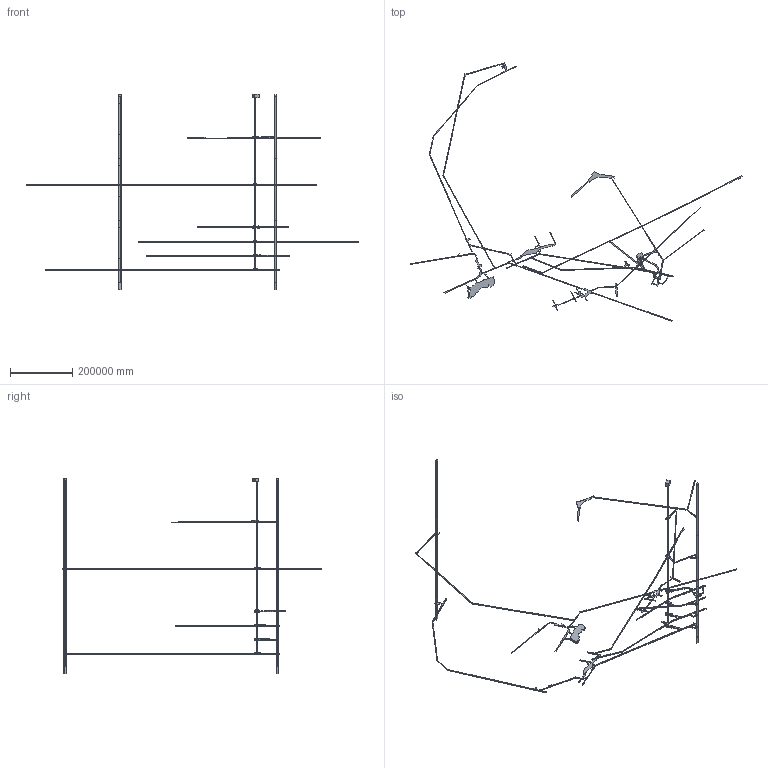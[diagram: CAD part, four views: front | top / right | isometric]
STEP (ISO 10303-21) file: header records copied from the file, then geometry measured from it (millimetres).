
FILE_DESCRIPTION(('OneSpaceDesigner STEP Export'),'2;1');
FILE_NAME('Surface-to-1700L-NearRoss-FullAssy-22Dec09.stp','2010-01-21T15:29:17',(''),(''),'OneSpace Designer STEP processor for AP214 (Solid Model)','OneSpace Modeling 15.50B 03-Nov-2007 (C) CoCreate Software GmbH','');
FILE_SCHEMA(('AUTOMOTIVE_DESIGN { 1 0 10303 214 1 1 1 1 }'));
Length unit declared in the file: millimetre
Products named in the file (65): 1700L-PartialPlan; 1700L-PartialPlanAssy; 1550L-PartAssy; RossShaft1; RossShaft1.2; RossShaft1.3; RossShaft1.4; RossShaft1.5; RossShaft1.6; RossShaft1.7; RossShaftAssy; 300L-YatesShaft.1; 300L-Existing1; 300L-Existing2; 300L-RossShaft; 300L-Surface; 300L-PartAssy; 1400L-PartAssy; YatesShaft1; YatesShaft1.2; YatesShaft1.3; YatesShaft1.4; YatesShaft1.5; YatesShaft1.6; YatesShaft1.7; YatesShaftAssy; 1250L-Plan-Existing; 1250L-RossShaft; 1250L-YatesShaft; 1250L-PartAssy; RaiseBore.4; RaiseBore.3; RaiseBore.2; RaiseBore.1; RaiseBore; RaiseBore.5; RaiseBore.6; RaiseBoreAssy; 1250Drift6x5x25; 1250Drift4x4x14 ...
Assembly tree (64 placements, depth 4):
  Surface-to-1700L-NearRoss-FullAssy-22Dec09
    800L-PartAssy
      800L-RossShaft
      800L-YatesShaft
      800L-Existing
    CO2Assy
      1700L-CO2DriftAssy
        1700Drift4x4x34
        1700Drift6x5x20
      1550L-CO2DriftAssy
        1550Drift4x4x32
        1550Drift6x5x20
      1400L-CO2DriftAssy
        1400Drift4x4x14
        1400Drift6x5x20
      SurfaceBldg2
      300L-CO2DriftAssy
        300Drift4x4x50
        300Drift6x5x17
      800L-CO2DriftAssy
        800Drift4x4x22
        800Drift6x5x17
      1250L-CO2DriftAssy
        1250Drift4x4-C1
        1250Drift4x4x45
        1250Drift4x4x14
        1250Drift6x5x25
      RaiseBoreAssy
        RaiseBore.6
        RaiseBore.5
        RaiseBore
        RaiseBore.1
        RaiseBore.2
        RaiseBore.3
        RaiseBore.4
    1250L-PartAssy
      1250L-YatesShaft
      1250L-RossShaft
      1250L-Plan-Existing
    YatesShaftAssy
      YatesShaft1.7
      YatesShaft1.6
      YatesShaft1.5
      YatesShaft1.4
      YatesShaft1.3
      YatesShaft1.2
      YatesShaft1
    1400L-PartAssy
    300L-PartAssy
      300L-Surface
      300L-RossShaft
      300L-Existing2
      300L-Existing1
      300L-YatesShaft.1
    RossShaftAssy
      RossShaft1.7
      RossShaft1.6
      RossShaft1.5
      RossShaft1.4
      RossShaft1.3
Bounding box: 1070618.73 x 833333.25 x 631080 mm (x, y, z)
Volume: 129549160463499.3 mm3; surface area: 149104186589.7 mm2
Topology: 50 solids, 50 shells, 1012 faces, 2732 edges, 1820 vertices
Faces by surface type: plane 910, cylinder 101, torus 1
Entity records: 33700 total; most frequent: CARTESIAN_POINT 6364, ORIENTED_EDGE 5464, DIRECTION 4960, EDGE_CURVE 2732, VECTOR 2530, LINE 2530, VERTEX_POINT 1820, AXIS2_PLACEMENT_3D 1215
